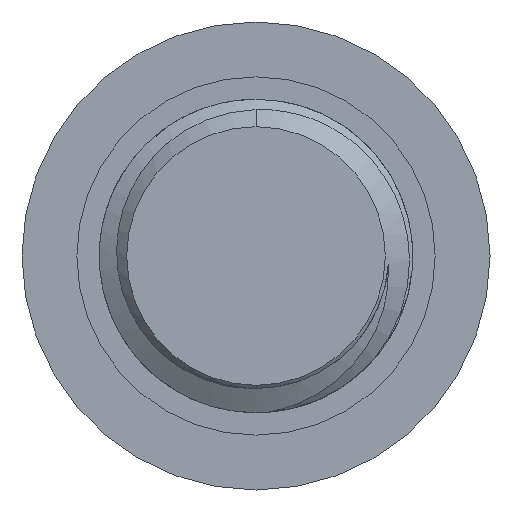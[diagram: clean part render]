
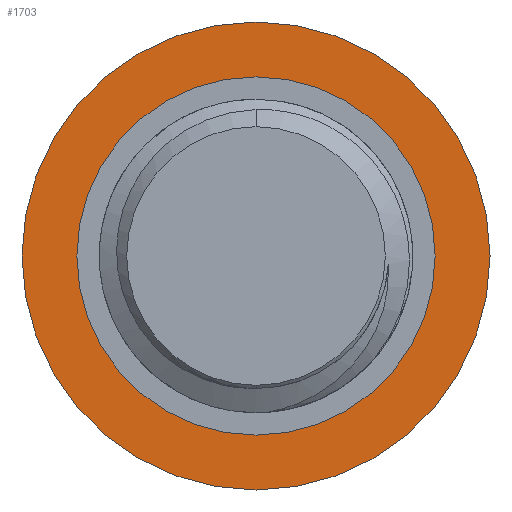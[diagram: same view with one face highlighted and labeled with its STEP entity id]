
A CAD part, front view. The second image highlights one B-rep face of the part: STEP entity #1703.
In plain terms, the highlighted planar face has unit normal (0, -1, 0).
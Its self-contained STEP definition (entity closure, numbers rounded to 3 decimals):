
#37 = CARTESIAN_POINT ( 'NONE',  ( 0., 0., 0. ) ) ;
#154 = CIRCLE ( 'NONE', #2735, 7.5 ) ;
#186 = DIRECTION ( 'NONE',  ( 0., -1., 0. ) ) ;
#305 = AXIS2_PLACEMENT_3D ( 'NONE', #1615, #2367, #959 ) ;
#388 = ORIENTED_EDGE ( 'NONE', *, *, #1561, .F. ) ;
#447 = CIRCLE ( 'NONE', #305, 10.45 ) ;
#488 = ORIENTED_EDGE ( 'NONE', *, *, #2461, .T. ) ;
#603 = AXIS2_PLACEMENT_3D ( 'NONE', #1309, #186, #1774 ) ;
#694 = AXIS2_PLACEMENT_3D ( 'NONE', #1323, #2476, #2734 ) ;
#742 = DIRECTION ( 'NONE',  ( 0., 1., 0. ) ) ;
#891 = CARTESIAN_POINT ( 'NONE',  ( 0., 0., -10.45 ) ) ;
#959 = DIRECTION ( 'NONE',  ( 0., 0., 1. ) ) ;
#1019 = CARTESIAN_POINT ( 'NONE',  ( 0., 0., 0. ) ) ;
#1052 = EDGE_LOOP ( 'NONE', ( #1764, #388 ) ) ;
#1071 = PLANE ( 'NONE',  #603 ) ;
#1164 = VERTEX_POINT ( 'NONE', #891 ) ;
#1309 = CARTESIAN_POINT ( 'NONE',  ( 10.45, 0., 0. ) ) ;
#1323 = CARTESIAN_POINT ( 'NONE',  ( 0., 0., 0. ) ) ;
#1356 = FACE_OUTER_BOUND ( 'NONE', #1052, .T. ) ;
#1549 = CIRCLE ( 'NONE', #694, 10.45 ) ;
#1551 = VERTEX_POINT ( 'NONE', #1911 ) ;
#1561 = EDGE_CURVE ( 'NONE', #1164, #1551, #447, .T. ) ;
#1615 = CARTESIAN_POINT ( 'NONE',  ( 0., 0., 0. ) ) ;
#1699 = EDGE_CURVE ( 'NONE', #1551, #1164, #1549, .T. ) ;
#1702 = DIRECTION ( 'NONE',  ( 0., 0., 1. ) ) ;
#1703 = ADVANCED_FACE ( 'NONE', ( #1819, #1356 ), #1071, .T. ) ;
#1764 = ORIENTED_EDGE ( 'NONE', *, *, #1699, .F. ) ;
#1774 = DIRECTION ( 'NONE',  ( 0., 0., -1. ) ) ;
#1819 = FACE_BOUND ( 'NONE', #2775, .T. ) ;
#1859 = ORIENTED_EDGE ( 'NONE', *, *, #2178, .T. ) ;
#1902 = AXIS2_PLACEMENT_3D ( 'NONE', #1019, #1939, #2234 ) ;
#1911 = CARTESIAN_POINT ( 'NONE',  ( 0., 0., 10.45 ) ) ;
#1939 = DIRECTION ( 'NONE',  ( 0., 1., 0. ) ) ;
#2118 = CARTESIAN_POINT ( 'NONE',  ( 0., 0., 7.5 ) ) ;
#2178 = EDGE_CURVE ( 'NONE', #2710, #2762, #2984, .T. ) ;
#2234 = DIRECTION ( 'NONE',  ( 0., 0., 1. ) ) ;
#2367 = DIRECTION ( 'NONE',  ( 0., 1., 0. ) ) ;
#2461 = EDGE_CURVE ( 'NONE', #2762, #2710, #154, .T. ) ;
#2473 = CARTESIAN_POINT ( 'NONE',  ( 0., 0., -7.5 ) ) ;
#2476 = DIRECTION ( 'NONE',  ( 0., 1., 0. ) ) ;
#2710 = VERTEX_POINT ( 'NONE', #2473 ) ;
#2734 = DIRECTION ( 'NONE',  ( 0., 0., 1. ) ) ;
#2735 = AXIS2_PLACEMENT_3D ( 'NONE', #37, #742, #1702 ) ;
#2762 = VERTEX_POINT ( 'NONE', #2118 ) ;
#2775 = EDGE_LOOP ( 'NONE', ( #488, #1859 ) ) ;
#2984 = CIRCLE ( 'NONE', #1902, 7.5 ) ;
